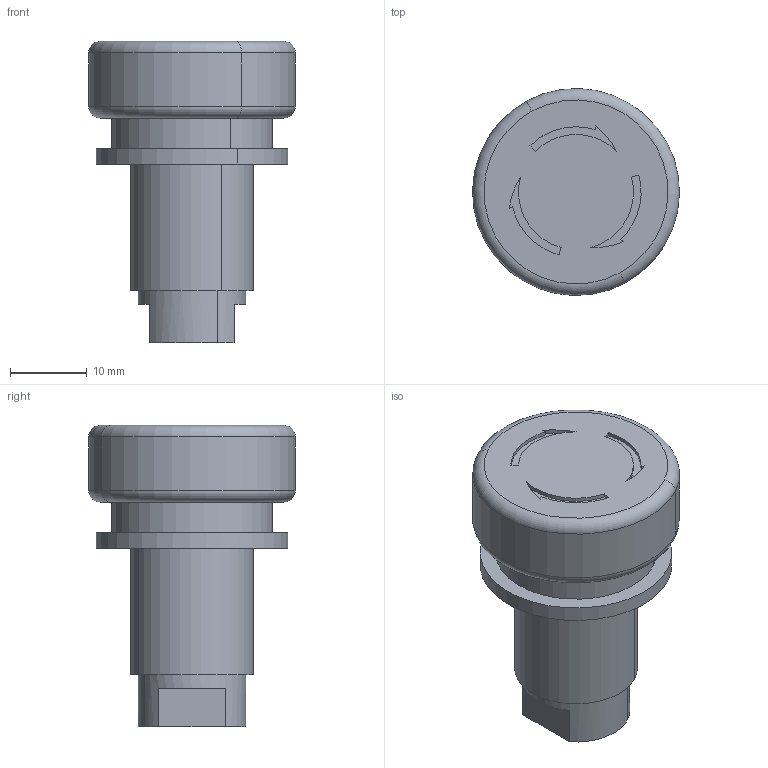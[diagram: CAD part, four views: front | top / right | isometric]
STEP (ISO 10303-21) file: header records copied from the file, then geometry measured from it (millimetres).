
FILE_DESCRIPTION(('FreeCAD Model'),'2;1');
FILE_NAME('Open CASCADE Shape Model','2025-12-07T22:04:14',(''),(''), 'Open CASCADE STEP processor 7.8','FreeCAD','Unknown');
FILE_SCHEMA(('AUTOMOTIVE_DESIGN { 1 0 10303 214 1 1 1 1 }'));
Length unit declared in the file: millimetre
Products named in the file (1): BAU
Bounding box: 26.99 x 26.99 x 39.3 mm (x, y, z)
Volume: 12271.6 mm3; surface area: 3754.1 mm2
Topology: 1 solids, 1 shells, 42 faces, 97 edges, 64 vertices
Faces by surface type: cylinder 19, plane 19, torus 4
Entity records: 1541 total; most frequent: DIRECTION 235, CARTESIAN_POINT 204, ORIENTED_EDGE 194, EDGE_CURVE 97, AXIS2_PLACEMENT_3D 95, VERTEX_POINT 64, CIRCLE 52, FACE_BOUND 49
